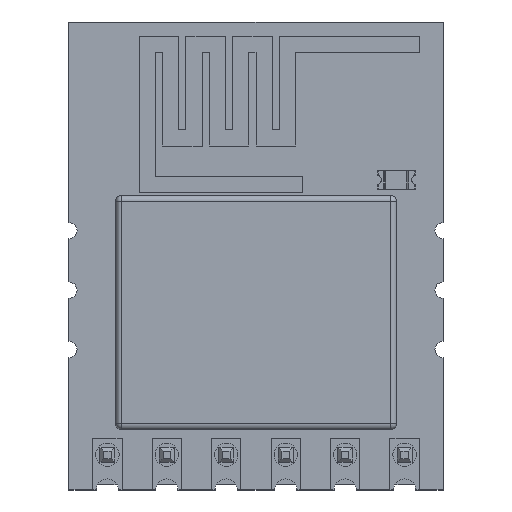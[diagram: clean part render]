
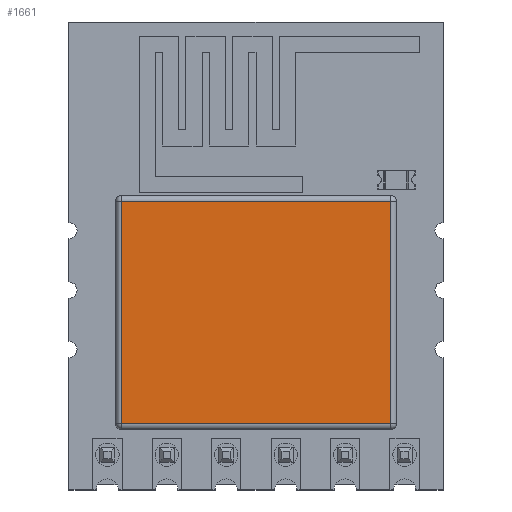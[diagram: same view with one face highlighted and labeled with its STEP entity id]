
A CAD part, top view. The second image highlights one B-rep face of the part: STEP entity #1661.
In plain terms, the highlighted planar face has unit normal (0, 0, 1).
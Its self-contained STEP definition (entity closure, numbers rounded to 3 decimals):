
#1485 = VERTEX_POINT('',#1486);
#1486 = CARTESIAN_POINT('',(-5.75,2.326,5.8));
#1493 = EDGE_CURVE('',#1485,#1494,#1496,.T.);
#1494 = VERTEX_POINT('',#1495);
#1495 = CARTESIAN_POINT('',(5.75,2.326,5.8));
#1496 = LINE('',#1497,#1498);
#1497 = CARTESIAN_POINT('',(-6.,2.326,5.8));
#1498 = VECTOR('',#1499,1.);
#1499 = DIRECTION('',(1.,0.,0.));
#1661 = ADVANCED_FACE('',(#1662),#1687,.F.);
#1662 = FACE_BOUND('',#1663,.F.);
#1663 = EDGE_LOOP('',(#1664,#1674,#1680,#1681));
#1664 = ORIENTED_EDGE('',*,*,#1665,.T.);
#1665 = EDGE_CURVE('',#1666,#1668,#1670,.T.);
#1666 = VERTEX_POINT('',#1667);
#1667 = CARTESIAN_POINT('',(5.75,-7.174,5.8));
#1668 = VERTEX_POINT('',#1669);
#1669 = CARTESIAN_POINT('',(-5.75,-7.174,5.8));
#1670 = LINE('',#1671,#1672);
#1671 = CARTESIAN_POINT('',(6.,-7.174,5.8));
#1672 = VECTOR('',#1673,1.);
#1673 = DIRECTION('',(-1.,0.,0.));
#1674 = ORIENTED_EDGE('',*,*,#1675,.T.);
#1675 = EDGE_CURVE('',#1668,#1485,#1676,.T.);
#1676 = LINE('',#1677,#1678);
#1677 = CARTESIAN_POINT('',(-5.75,-7.424,5.8));
#1678 = VECTOR('',#1679,1.);
#1679 = DIRECTION('',(0.,1.,0.));
#1680 = ORIENTED_EDGE('',*,*,#1493,.T.);
#1681 = ORIENTED_EDGE('',*,*,#1682,.T.);
#1682 = EDGE_CURVE('',#1494,#1666,#1683,.T.);
#1683 = LINE('',#1684,#1685);
#1684 = CARTESIAN_POINT('',(5.75,2.576,5.8));
#1685 = VECTOR('',#1686,1.);
#1686 = DIRECTION('',(0.,-1.,0.));
#1687 = PLANE('',#1688);
#1688 = AXIS2_PLACEMENT_3D('',#1689,#1690,#1691);
#1689 = CARTESIAN_POINT('',(0.,-2.424,5.8));
#1690 = DIRECTION('',(-0.,-0.,-1.));
#1691 = DIRECTION('',(-1.,0.,0.));
